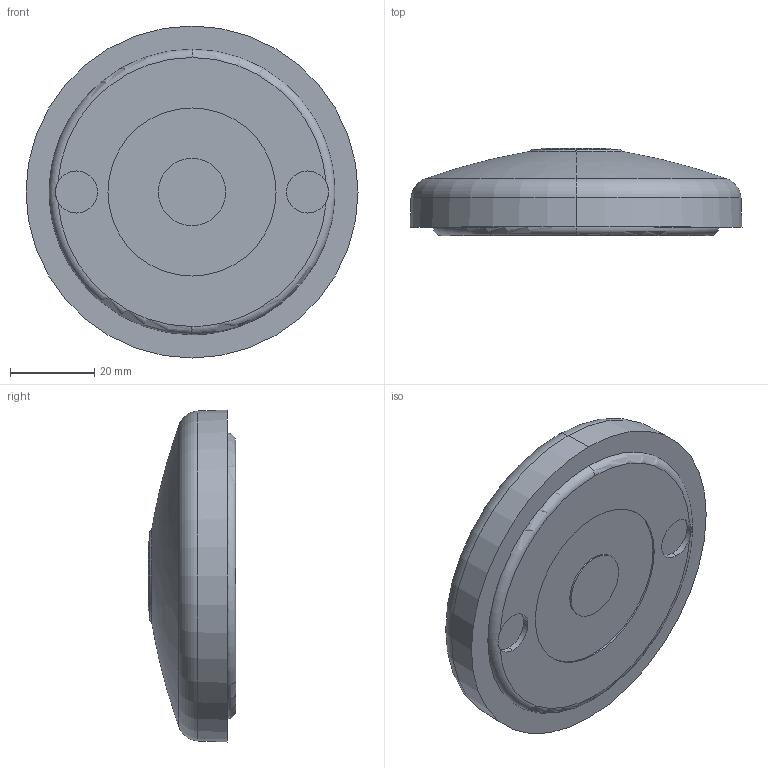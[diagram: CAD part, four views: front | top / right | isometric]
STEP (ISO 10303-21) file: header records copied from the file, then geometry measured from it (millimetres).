
FILE_DESCRIPTION((''),'2;1');
FILE_NAME('12154_PODSTAVEK_80_NOGE','2022-09-19T08:18:36',('PredragRovcanin'),('Audax d.o.o.'),'CREO PARAMETRIC BY PTC INC, 2020281','CREO PARAMETRIC BY PTC INC, 2020281','');
FILE_SCHEMA(('AP242_MANAGED_MODEL_BASED_3D_ENGINEERING_MIM_LF { 1 0 10303 442 1 1 4 }'));
Length unit declared in the file: millimetre
Products named in the file (1): 12154_PODSTAVEK_80_NOGE
Bounding box: 79 x 20.8 x 79 mm (x, y, z)
Volume: 73659.5 mm3; surface area: 13353.5 mm2
Topology: 1 solids, 1 shells, 50 faces, 106 edges, 67 vertices
Faces by surface type: cone 16, cylinder 14, plane 11, torus 6, bspline 2, sphere 1
Entity records: 2255 total; most frequent: CARTESIAN_POINT 356, COLOUR_RGB 321, DIRECTION 271, ORIENTED_EDGE 210, AXIS2_PLACEMENT_3D 120, PRESENTATION_STYLE_ASSIGNMENT 108, STYLED_ITEM 108, CURVE_STYLE 107
